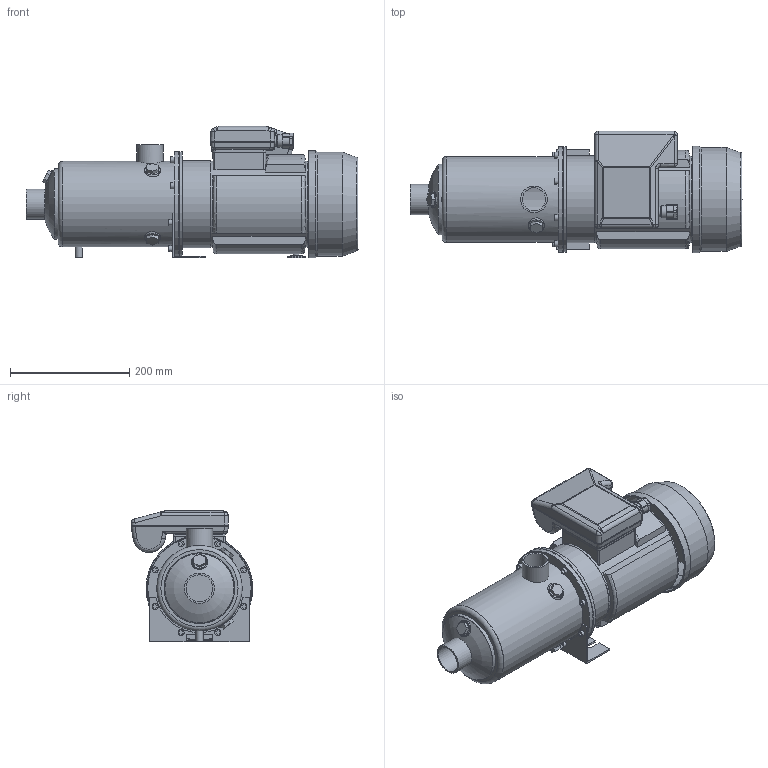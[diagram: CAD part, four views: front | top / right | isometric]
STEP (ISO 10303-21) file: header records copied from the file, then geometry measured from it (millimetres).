
FILE_DESCRIPTION(/* description */ ('-'),/* implementation_level */ '2;1');
FILE_NAME(/* name */ 'EH 9 [6] M',/* time_stamp */ '2016-12-14T09:25:13+01:00',/* author */ ('Simonelli M.'),/* organization */ ('Franklin Electric'),/* preprocessor_version */ 'ST-DEVELOPER v16.7',/* originating_system */ 'DEX',/* authorisation */ $);
FILE_SCHEMA (('AUTOMOTIVE_DESIGN {1 0 10303 214 3 1 1}'));
Length unit declared in the file: millimetre
Products named in the file (9): EH 9 [6] M; Flangia motore Tonda M90; Corpo 9 [6]; Motore MEC 90 - M; carcassa MEC 90; Copriventola MEC 90; Basetta MEC 80-90 M; Piedino MEC 90 int.90; Staffa 3-5-9 int.90
Assembly tree (8 placements, depth 3):
  EH 9 [6] M
    Flangia motore Tonda M90
    Corpo 9 [6]
    Motore MEC 90 - M
      carcassa MEC 90
      Copriventola MEC 90
      Basetta MEC 80-90 M
    Piedino MEC 90 int.90
    Staffa 3-5-9 int.90
Bounding box: 557.1 x 204.05 x 221 mm (x, y, z)
Volume: 3389531.3 mm3; surface area: 738659 mm2
Topology: 7 solids, 7 shells, 394 faces, 930 edges, 594 vertices
Faces by surface type: plane 210, cylinder 120, cone 24, sphere 15, bspline 14, torus 11
Full cylindrical faces by diameter (mm): 7 x4, 10 x9, 12 x1, 13 x1, 17 x1, 19.73 x1, 20.4 x1, 21 x1, 30 x1, 38.952 x1, 44.5 x1, 44.845 x1, 50.8 x1, 116.1 x1, 118.5 x1, 135 x1, 140 x3, 141.1 x1, 143.5 x1, 145 x1, 146 x1, 169.5 x1, 173.5 x1, 174.1 x2, 174.5 x1, 176.5 x2, 179.1 x1
Entity records: 17187 total; most frequent: CARTESIAN_POINT 6188, DIRECTION 1820, ORIENTED_EDGE 1648, EDGE_CURVE 824, AXIS2_PLACEMENT_3D 673, VERTEX_POINT 558, EDGE_LOOP 516, FACE_BOUND 516
